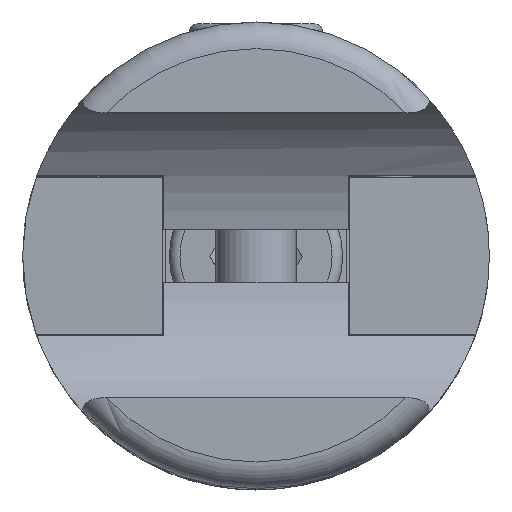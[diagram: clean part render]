
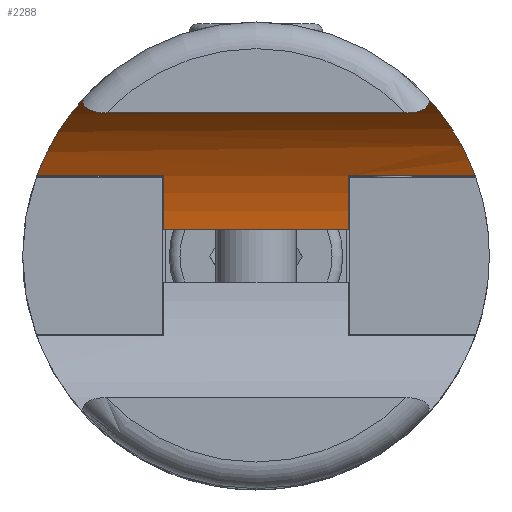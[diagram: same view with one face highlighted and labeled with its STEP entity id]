
A CAD part, top view. The second image highlights one B-rep face of the part: STEP entity #2288.
In plain terms, the highlighted cylindrical face has radius 13.4 mm (diameter 26.8 mm), a partial arc.
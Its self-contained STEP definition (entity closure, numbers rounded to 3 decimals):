
#106=B_SPLINE_CURVE_WITH_KNOTS('',3,(#3976,#3977,#3978,#3979,#3980,#3981,
#3982,#3983,#3984,#3985,#3986,#3987,#3988,#3989),.UNSPECIFIED.,.F.,.F.,
(4,2,2,2,2,2,4),(1.991,2.081,2.154,2.216,
2.279,2.357,2.384),.UNSPECIFIED.);
#107=B_SPLINE_CURVE_WITH_KNOTS('',3,(#3993,#3994,#3995,#3996,#3997,#3998,
#3999,#4000,#4001,#4002,#4003,#4004,#4005,#4006),.UNSPECIFIED.,.F.,.F.,
(4,2,2,2,2,2,4),(1.369,1.402,1.476,1.533,
1.587,1.647,1.722),.UNSPECIFIED.);
#108=B_SPLINE_CURVE_WITH_KNOTS('',3,(#4012,#4013,#4014,#4015,#4016,#4017,
#4018,#4019,#4020,#4021,#4022,#4023,#4024,#4025,#4026,#4027,#4028),
 .UNSPECIFIED.,.F.,.F.,(4,2,2,2,3,2,2,4),(-1.532,-1.085,
-0.543,-0.271,0.,0.271,0.543,
0.641),.UNSPECIFIED.);
#109=B_SPLINE_CURVE_WITH_KNOTS('',3,(#4039,#4040,#4041,#4042,#4043,#4044,
#4045,#4046,#4047,#4048,#4049,#4050,#4051,#4052,#4053,#4054,#4055),
 .UNSPECIFIED.,.F.,.F.,(4,2,2,3,2,2,2,4),(-0.641,-0.543,
-0.271,0.,0.271,0.543,1.085,
1.532),.UNSPECIFIED.);
#325=FACE_OUTER_BOUND('',#467,.T.);
#467=EDGE_LOOP('',(#1808,#1809,#1810,#1811,#1812,#1813,#1814,#1815,#1816,
#1817));
#650=LINE('',#4009,#808);
#651=LINE('',#4030,#809);
#652=LINE('',#4034,#810);
#653=LINE('',#4038,#811);
#808=VECTOR('',#3160,10.);
#809=VECTOR('',#3163,10.);
#810=VECTOR('',#3166,10.);
#811=VECTOR('',#3169,10.);
#914=CIRCLE('',#2703,13.4);
#915=CIRCLE('',#2704,13.4);
#1081=VERTEX_POINT('',#3974);
#1082=VERTEX_POINT('',#3975);
#1083=VERTEX_POINT('',#3990);
#1084=VERTEX_POINT('',#3992);
#1085=VERTEX_POINT('',#4011);
#1086=VERTEX_POINT('',#4029);
#1087=VERTEX_POINT('',#4031);
#1088=VERTEX_POINT('',#4033);
#1089=VERTEX_POINT('',#4035);
#1090=VERTEX_POINT('',#4037);
#1352=EDGE_CURVE('',#1081,#1082,#106,.T.);
#1354=EDGE_CURVE('',#1083,#1084,#107,.T.);
#1356=EDGE_CURVE('',#1082,#1083,#650,.T.);
#1357=EDGE_CURVE('',#1085,#1081,#108,.T.);
#1358=EDGE_CURVE('',#1086,#1085,#651,.T.);
#1359=EDGE_CURVE('',#1087,#1086,#914,.T.);
#1360=EDGE_CURVE('',#1088,#1087,#652,.T.);
#1361=EDGE_CURVE('',#1089,#1088,#915,.T.);
#1362=EDGE_CURVE('',#1090,#1089,#653,.T.);
#1363=EDGE_CURVE('',#1084,#1090,#109,.T.);
#1808=ORIENTED_EDGE('',*,*,#1354,.F.);
#1809=ORIENTED_EDGE('',*,*,#1356,.F.);
#1810=ORIENTED_EDGE('',*,*,#1352,.F.);
#1811=ORIENTED_EDGE('',*,*,#1357,.F.);
#1812=ORIENTED_EDGE('',*,*,#1358,.F.);
#1813=ORIENTED_EDGE('',*,*,#1359,.F.);
#1814=ORIENTED_EDGE('',*,*,#1360,.F.);
#1815=ORIENTED_EDGE('',*,*,#1361,.F.);
#1816=ORIENTED_EDGE('',*,*,#1362,.F.);
#1817=ORIENTED_EDGE('',*,*,#1363,.F.);
#2212=CYLINDRICAL_SURFACE('',#2702,13.4);
#2288=ADVANCED_FACE('',(#325),#2212,.F.);
#2702=AXIS2_PLACEMENT_3D('',#4010,#3161,#3162);
#2703=AXIS2_PLACEMENT_3D('',#4032,#3164,#3165);
#2704=AXIS2_PLACEMENT_3D('',#4036,#3167,#3168);
#3160=DIRECTION('',(0.,1.,0.));
#3161=DIRECTION('center_axis',(0.,1.,0.));
#3162=DIRECTION('ref_axis',(-0.926,0.,-0.376));
#3163=DIRECTION('',(0.,-1.,0.));
#3164=DIRECTION('center_axis',(0.,1.,0.));
#3165=DIRECTION('ref_axis',(1.,0.,0.));
#3166=DIRECTION('',(0.,-1.,0.));
#3167=DIRECTION('center_axis',(0.,-1.,0.));
#3168=DIRECTION('ref_axis',(1.,0.,0.));
#3169=DIRECTION('',(0.,-1.,0.));
#3974=CARTESIAN_POINT('',(-11.931,-12.802,32.5));
#3975=CARTESIAN_POINT('',(-10.675,-11.238,34.5));
#3976=CARTESIAN_POINT('Ctrl Pts',(-11.931,-12.802,32.5));
#3977=CARTESIAN_POINT('Ctrl Pts',(-11.806,-12.919,32.745));
#3978=CARTESIAN_POINT('Ctrl Pts',(-11.673,-12.978,32.986));
#3979=CARTESIAN_POINT('Ctrl Pts',(-11.432,-12.985,33.393));
#3980=CARTESIAN_POINT('Ctrl Pts',(-11.321,-12.951,33.572));
#3981=CARTESIAN_POINT('Ctrl Pts',(-11.121,-12.806,33.878));
#3982=CARTESIAN_POINT('Ctrl Pts',(-11.034,-12.709,34.004));
#3983=CARTESIAN_POINT('Ctrl Pts',(-10.884,-12.454,34.218));
#3984=CARTESIAN_POINT('Ctrl Pts',(-10.823,-12.303,34.301));
#3985=CARTESIAN_POINT('Ctrl Pts',(-10.722,-11.928,34.437));
#3986=CARTESIAN_POINT('Ctrl Pts',(-10.692,-11.702,34.477));
#3987=CARTESIAN_POINT('Ctrl Pts',(-10.677,-11.396,34.498));
#3988=CARTESIAN_POINT('Ctrl Pts',(-10.675,-11.317,34.5));
#3989=CARTESIAN_POINT('Ctrl Pts',(-10.675,-11.238,34.5));
#3990=CARTESIAN_POINT('',(-10.675,11.238,34.5));
#3992=CARTESIAN_POINT('',(-11.931,12.802,32.5));
#3993=CARTESIAN_POINT('Ctrl Pts',(-10.675,11.238,34.5));
#3994=CARTESIAN_POINT('Ctrl Pts',(-10.675,11.346,34.5));
#3995=CARTESIAN_POINT('Ctrl Pts',(-10.678,11.453,34.495));
#3996=CARTESIAN_POINT('Ctrl Pts',(-10.703,11.8,34.462));
#3997=CARTESIAN_POINT('Ctrl Pts',(-10.743,12.036,34.411));
#3998=CARTESIAN_POINT('Ctrl Pts',(-10.865,12.412,34.243));
#3999=CARTESIAN_POINT('Ctrl Pts',(-10.934,12.555,34.147));
#4000=CARTESIAN_POINT('Ctrl Pts',(-11.096,12.781,33.914));
#4001=CARTESIAN_POINT('Ctrl Pts',(-11.183,12.861,33.784));
#4002=CARTESIAN_POINT('Ctrl Pts',(-11.378,12.971,33.48));
#4003=CARTESIAN_POINT('Ctrl Pts',(-11.484,12.991,33.309));
#4004=CARTESIAN_POINT('Ctrl Pts',(-11.71,12.963,32.92));
#4005=CARTESIAN_POINT('Ctrl Pts',(-11.826,12.9,32.705));
#4006=CARTESIAN_POINT('Ctrl Pts',(-11.931,12.802,32.5));
#4009=CARTESIAN_POINT('',(-10.675,0.,34.5));
#4010=CARTESIAN_POINT('Origin',(0.,0.,26.4));
#4011=CARTESIAN_POINT('',(-6.,-16.439,14.418));
#4012=CARTESIAN_POINT('Ctrl Pts',(-6.,-16.439,14.418));
#4013=CARTESIAN_POINT('Ctrl Pts',(-7.334,-15.952,15.086));
#4014=CARTESIAN_POINT('Ctrl Pts',(-8.517,-15.33,15.967));
#4015=CARTESIAN_POINT('Ctrl Pts',(-10.639,-13.963,18.089));
#4016=CARTESIAN_POINT('Ctrl Pts',(-11.646,-13.098,19.542));
#4017=CARTESIAN_POINT('Ctrl Pts',(-12.679,-12.071,21.976));
#4018=CARTESIAN_POINT('Ctrl Pts',(-12.947,-11.777,22.831));
#4019=CARTESIAN_POINT('Ctrl Pts',(-13.308,-11.368,24.591));
#4020=CARTESIAN_POINT('Ctrl Pts',(-13.4,-11.256,25.496));
#4021=CARTESIAN_POINT('Ctrl Pts',(-13.4,-11.256,26.4));
#4022=CARTESIAN_POINT('Ctrl Pts',(-13.4,-11.256,27.304));
#4023=CARTESIAN_POINT('Ctrl Pts',(-13.308,-11.368,28.209));
#4024=CARTESIAN_POINT('Ctrl Pts',(-12.947,-11.777,29.969));
#4025=CARTESIAN_POINT('Ctrl Pts',(-12.679,-12.071,30.824));
#4026=CARTESIAN_POINT('Ctrl Pts',(-12.21,-12.538,31.929));
#4027=CARTESIAN_POINT('Ctrl Pts',(-12.075,-12.668,32.218));
#4028=CARTESIAN_POINT('Ctrl Pts',(-11.931,-12.802,32.5));
#4029=CARTESIAN_POINT('',(-6.,-6.9,14.418));
#4030=CARTESIAN_POINT('',(-6.,0.,14.418));
#4031=CARTESIAN_POINT('',(-2.,-6.9,13.15));
#4032=CARTESIAN_POINT('Origin',(0.,-6.9,26.4));
#4033=CARTESIAN_POINT('',(-2.,6.9,13.15));
#4034=CARTESIAN_POINT('',(-2.,0.,13.15));
#4035=CARTESIAN_POINT('',(-6.,6.9,14.418));
#4036=CARTESIAN_POINT('Origin',(0.,6.9,26.4));
#4037=CARTESIAN_POINT('',(-6.,16.439,14.418));
#4038=CARTESIAN_POINT('',(-6.,0.,14.418));
#4039=CARTESIAN_POINT('Ctrl Pts',(-11.931,12.802,32.5));
#4040=CARTESIAN_POINT('Ctrl Pts',(-12.075,12.668,32.218));
#4041=CARTESIAN_POINT('Ctrl Pts',(-12.21,12.538,31.929));
#4042=CARTESIAN_POINT('Ctrl Pts',(-12.679,12.071,30.824));
#4043=CARTESIAN_POINT('Ctrl Pts',(-12.947,11.777,29.969));
#4044=CARTESIAN_POINT('Ctrl Pts',(-13.308,11.368,28.209));
#4045=CARTESIAN_POINT('Ctrl Pts',(-13.4,11.256,27.304));
#4046=CARTESIAN_POINT('Ctrl Pts',(-13.4,11.256,26.4));
#4047=CARTESIAN_POINT('Ctrl Pts',(-13.4,11.256,25.496));
#4048=CARTESIAN_POINT('Ctrl Pts',(-13.308,11.368,24.591));
#4049=CARTESIAN_POINT('Ctrl Pts',(-12.947,11.777,22.831));
#4050=CARTESIAN_POINT('Ctrl Pts',(-12.679,12.071,21.976));
#4051=CARTESIAN_POINT('Ctrl Pts',(-11.646,13.098,19.542));
#4052=CARTESIAN_POINT('Ctrl Pts',(-10.639,13.963,18.089));
#4053=CARTESIAN_POINT('Ctrl Pts',(-8.517,15.33,15.967));
#4054=CARTESIAN_POINT('Ctrl Pts',(-7.334,15.952,15.086));
#4055=CARTESIAN_POINT('Ctrl Pts',(-6.,16.439,14.418));
